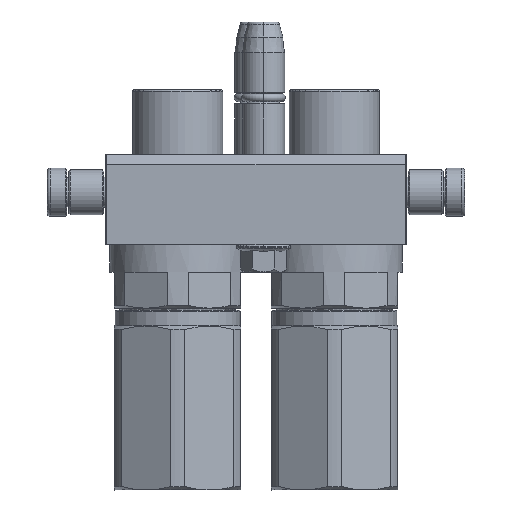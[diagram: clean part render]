
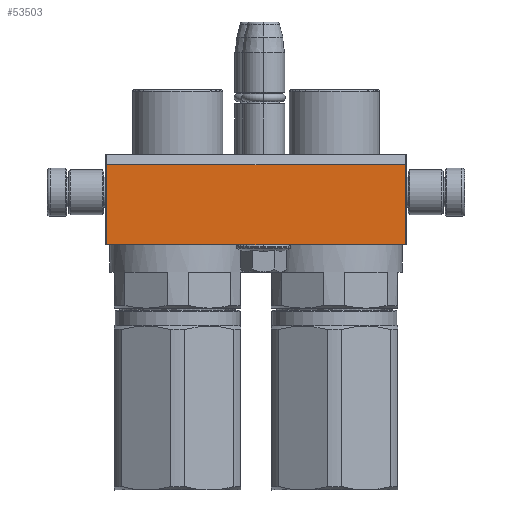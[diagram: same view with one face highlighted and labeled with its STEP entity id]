
A CAD part, left-side view. The second image highlights one B-rep face of the part: STEP entity #53503.
In plain terms, the highlighted face is planar.
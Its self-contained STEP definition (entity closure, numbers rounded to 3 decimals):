
#7630 = CARTESIAN_POINT ( 'NONE',  ( 49.5, 11.536, 56. ) ) ;
#7817 = CARTESIAN_POINT ( 'NONE',  ( -49.5, -15., 56. ) ) ;
#9771 = EDGE_CURVE ( 'NONE', #62746, #29490, #31755, .T. ) ;
#16050 = ORIENTED_EDGE ( 'NONE', *, *, #34832, .F. ) ;
#17152 = DIRECTION ( 'NONE',  ( 1., 0., 0. ) ) ;
#19595 = ORIENTED_EDGE ( 'NONE', *, *, #65643, .T. ) ;
#21154 = VECTOR ( 'NONE', #17152, 1000. ) ;
#21418 = CARTESIAN_POINT ( 'NONE',  ( -50., -15., 56. ) ) ;
#21693 = VECTOR ( 'NONE', #23131, 1000. ) ;
#23131 = DIRECTION ( 'NONE',  ( 0., 1., 0. ) ) ;
#23303 = EDGE_CURVE ( 'NONE', #26299, #65015, #47693, .T. ) ;
#24002 = CARTESIAN_POINT ( 'NONE',  ( -49.5, 11.536, 56. ) ) ;
#25371 = EDGE_LOOP ( 'NONE', ( #57138, #19595, #38043, #16050 ) ) ;
#26299 = VERTEX_POINT ( 'NONE', #24002 ) ;
#29490 = VERTEX_POINT ( 'NONE', #49019 ) ;
#30829 = LINE ( 'NONE', #53308, #39905 ) ;
#31755 = LINE ( 'NONE', #7817, #64130 ) ;
#32493 = DIRECTION ( 'NONE',  ( 0., 0., 1. ) ) ;
#34832 = EDGE_CURVE ( 'NONE', #62746, #26299, #30829, .T. ) ;
#37352 = DIRECTION ( 'NONE',  ( 1., 0., 0. ) ) ;
#38043 = ORIENTED_EDGE ( 'NONE', *, *, #23303, .F. ) ;
#39867 = LINE ( 'NONE', #65094, #21693 ) ;
#39905 = VECTOR ( 'NONE', #48198, 1000. ) ;
#42822 = AXIS2_PLACEMENT_3D ( 'NONE', #21418, #32493, #37352 ) ;
#47693 = LINE ( 'NONE', #64888, #21154 ) ;
#48198 = DIRECTION ( 'NONE',  ( 0., 1., 0. ) ) ;
#49019 = CARTESIAN_POINT ( 'NONE',  ( 49.5, -15., 56. ) ) ;
#51595 = CARTESIAN_POINT ( 'NONE',  ( -49.5, -15., 56. ) ) ;
#53308 = CARTESIAN_POINT ( 'NONE',  ( -49.5, -15., 56. ) ) ;
#53503 = ADVANCED_FACE ( 'NONE', ( #57387 ), #58257, .T. ) ;
#55580 = DIRECTION ( 'NONE',  ( 1., 0., 0. ) ) ;
#57138 = ORIENTED_EDGE ( 'NONE', *, *, #9771, .T. ) ;
#57387 = FACE_OUTER_BOUND ( 'NONE', #25371, .T. ) ;
#58257 = PLANE ( 'NONE',  #42822 ) ;
#62746 = VERTEX_POINT ( 'NONE', #51595 ) ;
#64130 = VECTOR ( 'NONE', #55580, 1000. ) ;
#64888 = CARTESIAN_POINT ( 'NONE',  ( -49.5, 11.536, 56. ) ) ;
#65015 = VERTEX_POINT ( 'NONE', #7630 ) ;
#65094 = CARTESIAN_POINT ( 'NONE',  ( 49.5, -15., 56. ) ) ;
#65643 = EDGE_CURVE ( 'NONE', #29490, #65015, #39867, .T. ) ;
